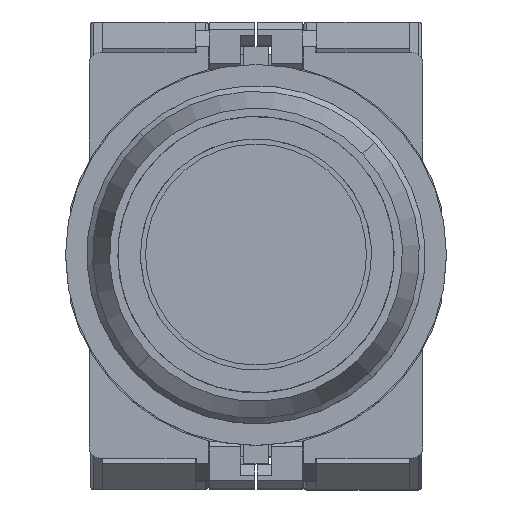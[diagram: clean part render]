
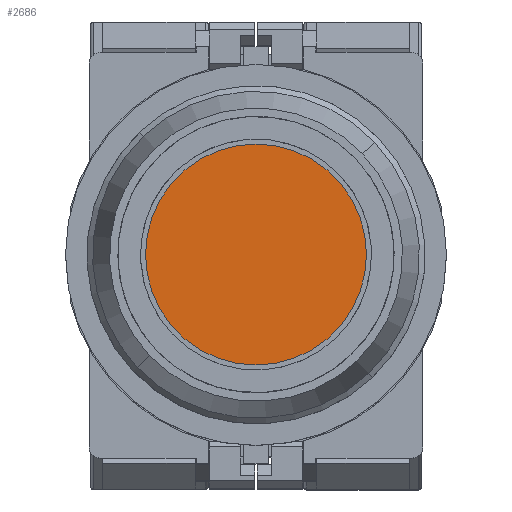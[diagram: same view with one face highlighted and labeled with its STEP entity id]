
A CAD part, top view. The second image highlights one B-rep face of the part: STEP entity #2686.
In plain terms, the highlighted planar face has unit normal (0, 0, 1).
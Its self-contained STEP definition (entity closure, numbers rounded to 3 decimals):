
#153 = DIRECTION ( 'NONE',  ( 0., 1., 0. ) ) ;
#888 = CIRCLE ( 'NONE', #11847, 9.8 ) ;
#1472 = CARTESIAN_POINT ( 'NONE',  ( 0., 9.8, 20. ) ) ;
#1754 = VERTEX_POINT ( 'NONE', #8153 ) ;
#1901 = EDGE_LOOP ( 'NONE', ( #13047, #16735 ) ) ;
#2686 = ADVANCED_FACE ( 'NONE', ( #4441 ), #10424, .T. ) ;
#2969 = DIRECTION ( 'NONE',  ( 0., 0., 1. ) ) ;
#3382 = AXIS2_PLACEMENT_3D ( 'NONE', #16423, #2969, #8946 ) ;
#4212 = CARTESIAN_POINT ( 'NONE',  ( 0., 0., 20. ) ) ;
#4441 = FACE_OUTER_BOUND ( 'NONE', #1901, .T. ) ;
#4604 = EDGE_CURVE ( 'NONE', #18678, #1754, #17193, .T. ) ;
#7600 = CARTESIAN_POINT ( 'NONE',  ( 0., 0., 20. ) ) ;
#8153 = CARTESIAN_POINT ( 'NONE',  ( 0., -9.8, 20. ) ) ;
#8720 = AXIS2_PLACEMENT_3D ( 'NONE', #4212, #10190, #16186 ) ;
#8822 = EDGE_CURVE ( 'NONE', #1754, #18678, #888, .T. ) ;
#8946 = DIRECTION ( 'NONE',  ( 1., 0., 0. ) ) ;
#10190 = DIRECTION ( 'NONE',  ( 0., 0., 1. ) ) ;
#10424 = PLANE ( 'NONE',  #3382 ) ;
#11847 = AXIS2_PLACEMENT_3D ( 'NONE', #7600, #13586, #153 ) ;
#13047 = ORIENTED_EDGE ( 'NONE', *, *, #4604, .T. ) ;
#13586 = DIRECTION ( 'NONE',  ( 0., 0., 1. ) ) ;
#16186 = DIRECTION ( 'NONE',  ( 0., 1., 0. ) ) ;
#16423 = CARTESIAN_POINT ( 'NONE',  ( -9.918, -9.918, 20. ) ) ;
#16735 = ORIENTED_EDGE ( 'NONE', *, *, #8822, .T. ) ;
#17193 = CIRCLE ( 'NONE', #8720, 9.8 ) ;
#18678 = VERTEX_POINT ( 'NONE', #1472 ) ;
